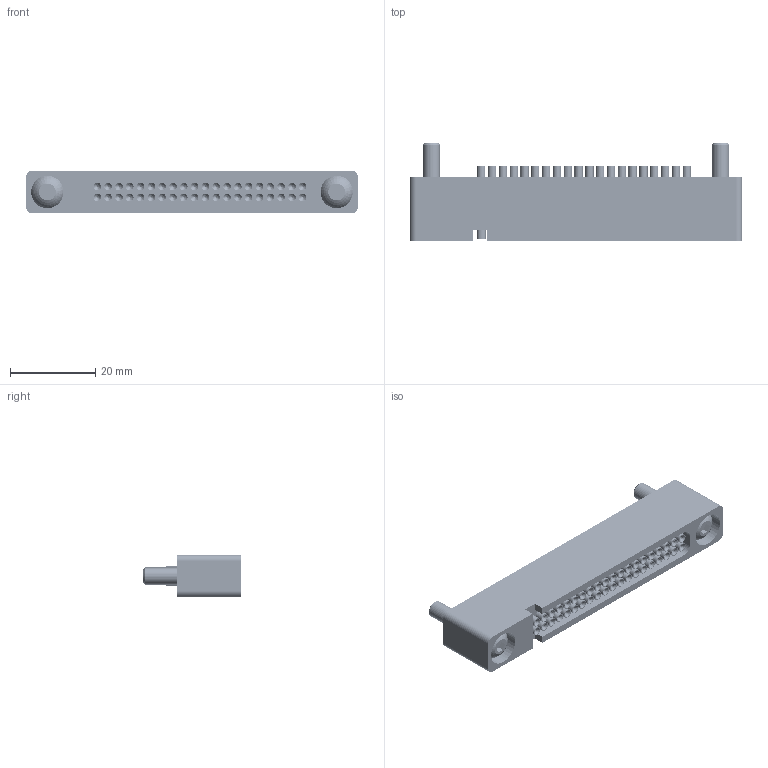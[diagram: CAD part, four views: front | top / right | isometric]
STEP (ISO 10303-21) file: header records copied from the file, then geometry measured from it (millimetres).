
FILE_DESCRIPTION (( 'STEP AP214' ), '1' );
FILE_NAME ('48742~0.STEP', '2017-04-24T09:19:39', ( '' ), ( '' ), 'SwSTEP 2.0', 'SolidWorks 2016', '' );
FILE_SCHEMA (( 'AUTOMOTIVE_DESIGN' ));
Length unit declared in the file: millimetre
Products named in the file (4): 48736~2_S; KT-254_L3_E02~1; ISO7380~n_M04,0x020; 48742~0
Assembly tree (43 placements, depth 2):
  48742~0
    48736~2_S
    KT-254_L3_E02~1  x40
    ISO7380~n_M04,0x020  x2
Bounding box: 78 x 23 x 10 mm (x, y, z)
Volume: 10301.7 mm3; surface area: 13775.5 mm2
Topology: 43 solids, 43 shells, 10039 faces, 28788 edges, 18801 vertices
Faces by surface type: plane 6521, cylinder 2788, cone 726, torus 4
Entity records: 13493 total; most frequent: CARTESIAN_POINT 2883, ORIENTED_EDGE 2186, DIRECTION 2159, EDGE_CURVE 1093, AXIS2_PLACEMENT_3D 844, VERTEX_POINT 720, EDGE_LOOP 481, VECTOR 471
